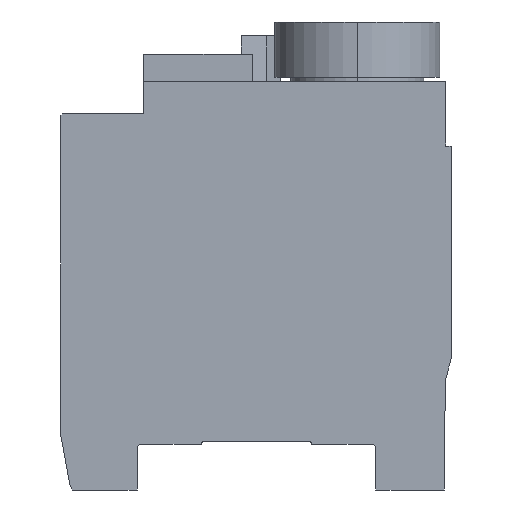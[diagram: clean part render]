
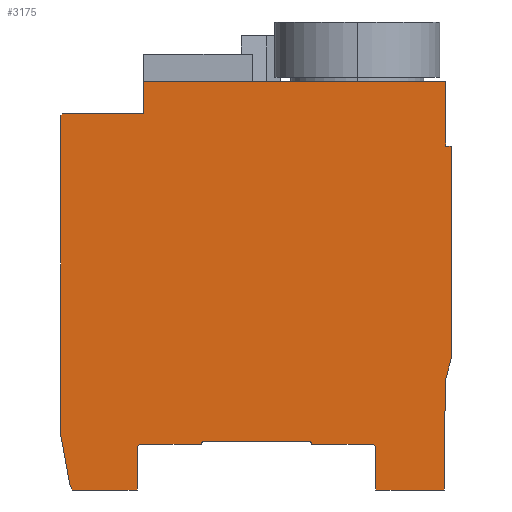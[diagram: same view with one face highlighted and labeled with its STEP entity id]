
A CAD part, left-side view. The second image highlights one B-rep face of the part: STEP entity #3175.
In plain terms, the highlighted planar face has unit normal (-1, 0, 0).
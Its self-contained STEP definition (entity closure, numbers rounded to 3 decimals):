
#1911=CARTESIAN_POINT('',(0.0,21.099,35.648));
#1912=VERTEX_POINT('',#1911);
#1913=CARTESIAN_POINT('',(0.0,12.299,35.648));
#1914=VERTEX_POINT('',#1913);
#1915=CARTESIAN_POINT('',(0.0,21.099,35.648));
#1916=DIRECTION('',(0.0,-1.0,0.0));
#1917=VECTOR('',#1916,8.8);
#1918=LINE('',#1915,#1917);
#1919=EDGE_CURVE('',#1912,#1914,#1918,.T.);
#2431=CARTESIAN_POINT('',(0.0,-5.7,0.0));
#2432=VERTEX_POINT('',#2431);
#2433=CARTESIAN_POINT('',(0.0,5.7,0.0));
#2434=VERTEX_POINT('',#2433);
#2435=CARTESIAN_POINT('',(0.0,-5.7,0.0));
#2436=DIRECTION('',(0.0,1.0,0.0));
#2437=VECTOR('',#2436,11.4);
#2438=LINE('',#2435,#2437);
#2439=EDGE_CURVE('',#2432,#2434,#2438,.T.);
#2471=CARTESIAN_POINT('',(0.0,5.998,-0.3));
#2472=VERTEX_POINT('',#2471);
#2473=CARTESIAN_POINT('',(0.0,5.7,-0.299));
#2474=DIRECTION('',(-1.0,0.,0.));
#2475=DIRECTION('',(0.,0.709,0.705));
#2476=AXIS2_PLACEMENT_3D('',#2473,#2474,#2475);
#2477=CIRCLE('',#2476,0.299);
#2478=EDGE_CURVE('',#2434,#2472,#2477,.T.);
#2504=CARTESIAN_POINT('',(0.0,12.502,-0.3));
#2505=VERTEX_POINT('',#2504);
#2506=CARTESIAN_POINT('',(0.0,5.998,-0.3));
#2507=DIRECTION('',(0.0,1.0,0.0));
#2508=VECTOR('',#2507,6.503);
#2509=LINE('',#2506,#2508);
#2510=EDGE_CURVE('',#2472,#2505,#2509,.T.);
#2535=CARTESIAN_POINT('',(0.0,12.999,-0.801));
#2536=VERTEX_POINT('',#2535);
#2537=CARTESIAN_POINT('',(0.0,12.5,-0.799));
#2538=DIRECTION('',(-1.0,0.,0.));
#2539=DIRECTION('',(0.,0.709,0.705));
#2540=AXIS2_PLACEMENT_3D('',#2537,#2538,#2539);
#2541=CIRCLE('',#2540,0.499);
#2542=EDGE_CURVE('',#2505,#2536,#2541,.T.);
#2568=CARTESIAN_POINT('',(0.0,12.999,-5.3));
#2569=VERTEX_POINT('',#2568);
#2570=CARTESIAN_POINT('',(0.,12.999,-0.801));
#2571=DIRECTION('',(0.0,0.0,-1.0));
#2572=VECTOR('',#2571,4.499);
#2573=LINE('',#2570,#2572);
#2574=EDGE_CURVE('',#2536,#2569,#2573,.T.);
#2599=CARTESIAN_POINT('',(0.0,20.002,-5.3));
#2600=VERTEX_POINT('',#2599);
#2601=CARTESIAN_POINT('',(0.0,12.999,-5.3));
#2602=DIRECTION('',(0.0,1.0,0.0));
#2603=VECTOR('',#2602,7.003);
#2604=LINE('',#2601,#2603);
#2605=EDGE_CURVE('',#2569,#2600,#2604,.T.);
#2630=CARTESIAN_POINT('',(0.0,20.275,-4.942));
#2631=VERTEX_POINT('',#2630);
#2632=CARTESIAN_POINT('',(0.,20.002,-5.3));
#2633=DIRECTION('',(0.,0.606,0.796));
#2634=VECTOR('',#2633,0.45);
#2635=LINE('',#2632,#2634);
#2636=EDGE_CURVE('',#2600,#2631,#2635,.T.);
#2661=CARTESIAN_POINT('',(0.0,21.299,0.649));
#2662=VERTEX_POINT('',#2661);
#2663=CARTESIAN_POINT('',(0.,20.275,-4.942));
#2664=DIRECTION('',(0.,0.18,0.984));
#2665=VECTOR('',#2664,5.684);
#2666=LINE('',#2663,#2665);
#2667=EDGE_CURVE('',#2631,#2662,#2666,.T.);
#2692=CARTESIAN_POINT('',(0.0,21.299,35.449));
#2693=VERTEX_POINT('',#2692);
#2694=CARTESIAN_POINT('',(0.,21.299,0.649));
#2695=DIRECTION('',(0.0,0.0,1.0));
#2696=VECTOR('',#2695,34.8);
#2697=LINE('',#2694,#2696);
#2698=EDGE_CURVE('',#2662,#2693,#2697,.T.);
#2723=CARTESIAN_POINT('',(0.,21.299,35.449));
#2724=DIRECTION('',(0.,-0.707,0.707));
#2725=VECTOR('',#2724,0.283);
#2726=LINE('',#2723,#2725);
#2727=EDGE_CURVE('',#2693,#1912,#2726,.T.);
#2745=CARTESIAN_POINT('',(0.0,12.299,39.149));
#2746=VERTEX_POINT('',#2745);
#2747=CARTESIAN_POINT('',(0.,12.299,35.648));
#2748=DIRECTION('',(0.0,0.0,1.0));
#2749=VECTOR('',#2748,3.5);
#2750=LINE('',#2747,#2749);
#2751=EDGE_CURVE('',#1914,#2746,#2750,.T.);
#2776=CARTESIAN_POINT('',(0.0,-20.601,39.149));
#2777=VERTEX_POINT('',#2776);
#2778=CARTESIAN_POINT('',(0.0,12.299,39.149));
#2779=DIRECTION('',(0.0,-1.0,0.0));
#2780=VECTOR('',#2779,32.899);
#2781=LINE('',#2778,#2780);
#2782=EDGE_CURVE('',#2746,#2777,#2781,.T.);
#2813=CARTESIAN_POINT('',(0.0,-20.601,32.148));
#2814=VERTEX_POINT('',#2813);
#2815=CARTESIAN_POINT('',(0.,-20.601,39.149));
#2816=DIRECTION('',(0.0,0.0,-1.0));
#2817=VECTOR('',#2816,7.);
#2818=LINE('',#2815,#2817);
#2819=EDGE_CURVE('',#2777,#2814,#2818,.T.);
#2844=CARTESIAN_POINT('',(0.0,-21.201,32.148));
#2845=VERTEX_POINT('',#2844);
#2846=CARTESIAN_POINT('',(0.0,-20.601,32.148));
#2847=DIRECTION('',(0.0,-1.0,0.0));
#2848=VECTOR('',#2847,0.601);
#2849=LINE('',#2846,#2848);
#2850=EDGE_CURVE('',#2814,#2845,#2849,.T.);
#2875=CARTESIAN_POINT('',(0.0,-21.201,8.988));
#2876=VERTEX_POINT('',#2875);
#2877=CARTESIAN_POINT('',(0.,-21.201,32.148));
#2878=DIRECTION('',(0.0,0.0,-1.0));
#2879=VECTOR('',#2878,23.161);
#2880=LINE('',#2877,#2879);
#2881=EDGE_CURVE('',#2845,#2876,#2880,.T.);
#2906=CARTESIAN_POINT('',(0.0,-20.601,6.748));
#2907=VERTEX_POINT('',#2906);
#2908=CARTESIAN_POINT('',(0.,-21.201,8.988));
#2909=DIRECTION('',(0.,0.259,-0.966));
#2910=VECTOR('',#2909,2.319);
#2911=LINE('',#2908,#2910);
#2912=EDGE_CURVE('',#2876,#2907,#2911,.T.);
#2937=CARTESIAN_POINT('',(0.0,-20.47,0.748));
#2938=VERTEX_POINT('',#2937);
#2939=CARTESIAN_POINT('',(0.,-20.601,6.748));
#2940=DIRECTION('',(0.,0.022,-1.));
#2941=VECTOR('',#2940,6.001);
#2942=LINE('',#2939,#2941);
#2943=EDGE_CURVE('',#2907,#2938,#2942,.T.);
#2968=CARTESIAN_POINT('',(0.0,-20.47,-5.3));
#2969=VERTEX_POINT('',#2968);
#2970=CARTESIAN_POINT('',(0.,-20.47,0.748));
#2971=DIRECTION('',(0.0,0.0,-1.0));
#2972=VECTOR('',#2971,6.048);
#2973=LINE('',#2970,#2972);
#2974=EDGE_CURVE('',#2938,#2969,#2973,.T.);
#2999=CARTESIAN_POINT('',(0.0,-13.001,-5.3));
#3000=VERTEX_POINT('',#2999);
#3001=CARTESIAN_POINT('',(0.,-20.47,-5.3));
#3002=DIRECTION('',(0.0,1.0,0.0));
#3003=VECTOR('',#3002,7.469);
#3004=LINE('',#3001,#3003);
#3005=EDGE_CURVE('',#2969,#3000,#3004,.T.);
#3030=CARTESIAN_POINT('',(0.0,-13.001,-0.798));
#3031=VERTEX_POINT('',#3030);
#3032=CARTESIAN_POINT('',(0.,-13.001,-5.3));
#3033=DIRECTION('',(0.0,0.0,1.0));
#3034=VECTOR('',#3033,4.502);
#3035=LINE('',#3032,#3034);
#3036=EDGE_CURVE('',#3000,#3031,#3035,.T.);
#3061=CARTESIAN_POINT('',(0.0,-12.5,-0.3));
#3062=VERTEX_POINT('',#3061);
#3063=CARTESIAN_POINT('',(0.0,-12.502,-0.799));
#3064=DIRECTION('',(-1.0,0.,0.));
#3065=DIRECTION('',(0.,-0.705,0.709));
#3066=AXIS2_PLACEMENT_3D('',#3063,#3064,#3065);
#3067=CIRCLE('',#3066,0.499);
#3068=EDGE_CURVE('',#3031,#3062,#3067,.T.);
#3094=CARTESIAN_POINT('',(0.0,-6.002,-0.3));
#3095=VERTEX_POINT('',#3094);
#3096=CARTESIAN_POINT('',(0.0,-12.5,-0.3));
#3097=DIRECTION('',(0.0,1.0,0.0));
#3098=VECTOR('',#3097,6.499);
#3099=LINE('',#3096,#3098);
#3100=EDGE_CURVE('',#3062,#3095,#3099,.T.);
#3125=CARTESIAN_POINT('',(0.0,-5.701,-0.301));
#3126=DIRECTION('',(-1.0,0.,0.));
#3127=DIRECTION('',(0.,-0.705,0.709));
#3128=AXIS2_PLACEMENT_3D('',#3125,#3126,#3127);
#3129=CIRCLE('',#3128,0.301);
#3130=EDGE_CURVE('',#3095,#2432,#3129,.T.);
#3144=CARTESIAN_POINT('',(0.0,-0.137,16.597));
#3145=DIRECTION('',(-1.0,0.0,0.0));
#3146=DIRECTION('',(0.0,0.0,1.0));
#3147=AXIS2_PLACEMENT_3D('',#3144,#3145,#3146);
#3148=PLANE('',#3147);
#3149=ORIENTED_EDGE('',*,*,#2439,.F.);
#3150=ORIENTED_EDGE('',*,*,#3130,.F.);
#3151=ORIENTED_EDGE('',*,*,#3100,.F.);
#3152=ORIENTED_EDGE('',*,*,#3068,.F.);
#3153=ORIENTED_EDGE('',*,*,#3036,.F.);
#3154=ORIENTED_EDGE('',*,*,#3005,.F.);
#3155=ORIENTED_EDGE('',*,*,#2974,.F.);
#3156=ORIENTED_EDGE('',*,*,#2943,.F.);
#3157=ORIENTED_EDGE('',*,*,#2912,.F.);
#3158=ORIENTED_EDGE('',*,*,#2881,.F.);
#3159=ORIENTED_EDGE('',*,*,#2850,.F.);
#3160=ORIENTED_EDGE('',*,*,#2819,.F.);
#3161=ORIENTED_EDGE('',*,*,#2782,.F.);
#3162=ORIENTED_EDGE('',*,*,#2751,.F.);
#3163=ORIENTED_EDGE('',*,*,#1919,.F.);
#3164=ORIENTED_EDGE('',*,*,#2727,.F.);
#3165=ORIENTED_EDGE('',*,*,#2698,.F.);
#3166=ORIENTED_EDGE('',*,*,#2667,.F.);
#3167=ORIENTED_EDGE('',*,*,#2636,.F.);
#3168=ORIENTED_EDGE('',*,*,#2605,.F.);
#3169=ORIENTED_EDGE('',*,*,#2574,.F.);
#3170=ORIENTED_EDGE('',*,*,#2542,.F.);
#3171=ORIENTED_EDGE('',*,*,#2510,.F.);
#3172=ORIENTED_EDGE('',*,*,#2478,.F.);
#3173=EDGE_LOOP('',(#3149,#3150,#3151,#3152,#3153,#3154,#3155,#3156,#3157,#3158,#3159,#3160,#3161,#3162,#3163,#3164,#3165,#3166,#3167,#3168,#3169,#3170,#3171,#3172));
#3174=FACE_OUTER_BOUND('',#3173,.T.);
#3175=ADVANCED_FACE('',(#3174),#3148,.T.);
